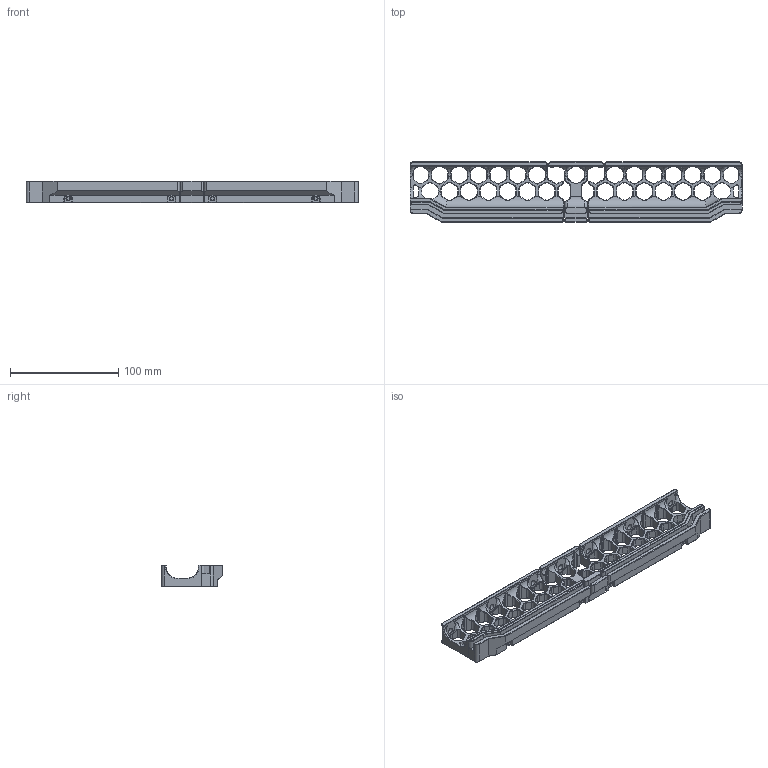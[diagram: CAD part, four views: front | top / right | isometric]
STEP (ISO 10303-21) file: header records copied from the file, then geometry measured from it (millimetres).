
FILE_DESCRIPTION(/* description */ (''),/* implementation_level */ '2;1');
FILE_NAME(/* name */ '190mm3 Right Skirts for 310mm Extrusion.step',/* time_stamp */ '2021-04-12T21:58:49+01:00',/* author */ (''),/* organization */ (''),/* preprocessor_version */ 'ST-DEVELOPER v18.1',/* originating_system */ 'Autodesk Translation Framework v10.6.0.1341',/* authorisation */ '');
FILE_SCHEMA (('AUTOMOTIVE_DESIGN { 1 0 10303 214 3 1 1 }'));
Products named in the file (2): Right Side Skirt; skirts_with_schlank_display_V4_skirt_side_T v1
Assembly tree (1 placements, depth 2):
  Right Side Skirt
    skirts_with_schlank_display_V4_skirt_side_T v1
Bounding box: 307 x 56 x 20 mm (x, y, z)
Volume: 132716.9 mm3; surface area: 70081.8 mm2
Topology: 5 solids, 5 shells, 1909 faces, 4730 edges, 2799 vertices
Faces by surface type: plane 795, cone 417, bspline 389, cylinder 306, torus 2
Full cylindrical faces by diameter (mm): 3.3 x4, 4.6 x4, 5.3 x7
Entity records: 65206 total; most frequent: CARTESIAN_POINT 22441, ORIENTED_EDGE 9450, DIRECTION 7876, EDGE_CURVE 4725, LINE 2892, VECTOR 2892, VERTEX_POINT 2799, AXIS2_PLACEMENT_3D 2492
